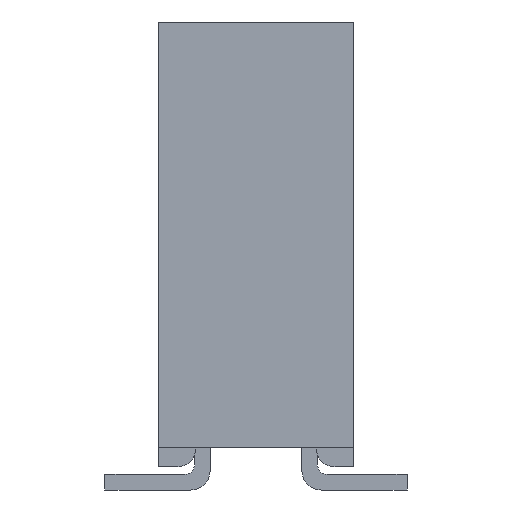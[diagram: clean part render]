
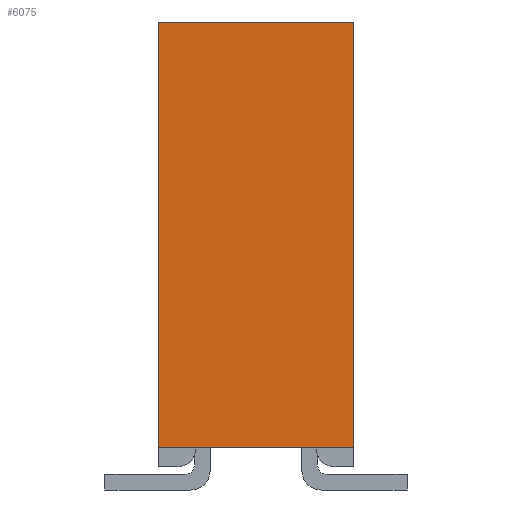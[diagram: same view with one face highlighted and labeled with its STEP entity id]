
A CAD part, left-side view. The second image highlights one B-rep face of the part: STEP entity #6075.
In plain terms, the highlighted planar face has unit normal (-1, 0, 0).
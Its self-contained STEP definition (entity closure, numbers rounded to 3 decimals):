
#6075 = ADVANCED_FACE('',(#6076),#6110,.F.);
#6076 = FACE_BOUND('',#6077,.T.);
#6077 = EDGE_LOOP('',(#6078,#6088,#6096,#6104));
#6078 = ORIENTED_EDGE('',*,*,#6079,.T.);
#6079 = EDGE_CURVE('',#6080,#6082,#6084,.T.);
#6080 = VERTEX_POINT('',#6081);
#6081 = CARTESIAN_POINT('',(-19.177,5.791,-1.27));
#6082 = VERTEX_POINT('',#6083);
#6083 = CARTESIAN_POINT('',(-19.177,0.254,-1.27));
#6084 = LINE('',#6085,#6086);
#6085 = CARTESIAN_POINT('',(-19.177,5.791,-1.27));
#6086 = VECTOR('',#6087,1.);
#6087 = DIRECTION('',(0.,-1.,0.));
#6088 = ORIENTED_EDGE('',*,*,#6089,.T.);
#6089 = EDGE_CURVE('',#6082,#6090,#6092,.T.);
#6090 = VERTEX_POINT('',#6091);
#6091 = CARTESIAN_POINT('',(-19.177,0.254,1.27));
#6092 = LINE('',#6093,#6094);
#6093 = CARTESIAN_POINT('',(-19.177,0.254,-0.787));
#6094 = VECTOR('',#6095,1.);
#6095 = DIRECTION('',(0.,0.,1.));
#6096 = ORIENTED_EDGE('',*,*,#6097,.F.);
#6097 = EDGE_CURVE('',#6098,#6090,#6100,.T.);
#6098 = VERTEX_POINT('',#6099);
#6099 = CARTESIAN_POINT('',(-19.177,5.791,1.27));
#6100 = LINE('',#6101,#6102);
#6101 = CARTESIAN_POINT('',(-19.177,5.791,1.27));
#6102 = VECTOR('',#6103,1.);
#6103 = DIRECTION('',(0.,-1.,0.));
#6104 = ORIENTED_EDGE('',*,*,#6105,.F.);
#6105 = EDGE_CURVE('',#6080,#6098,#6106,.T.);
#6106 = LINE('',#6107,#6108);
#6107 = CARTESIAN_POINT('',(-19.177,5.791,-1.27));
#6108 = VECTOR('',#6109,1.);
#6109 = DIRECTION('',(0.,0.,1.));
#6110 = PLANE('',#6111);
#6111 = AXIS2_PLACEMENT_3D('',#6112,#6113,#6114);
#6112 = CARTESIAN_POINT('',(-19.177,5.791,-1.27));
#6113 = DIRECTION('',(1.,0.,0.));
#6114 = DIRECTION('',(0.,0.,-1.));
